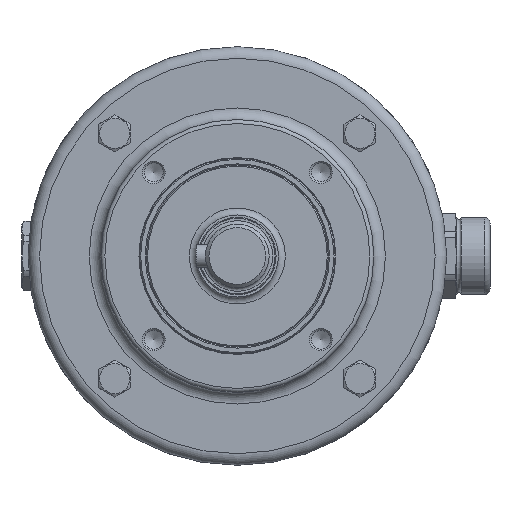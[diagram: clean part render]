
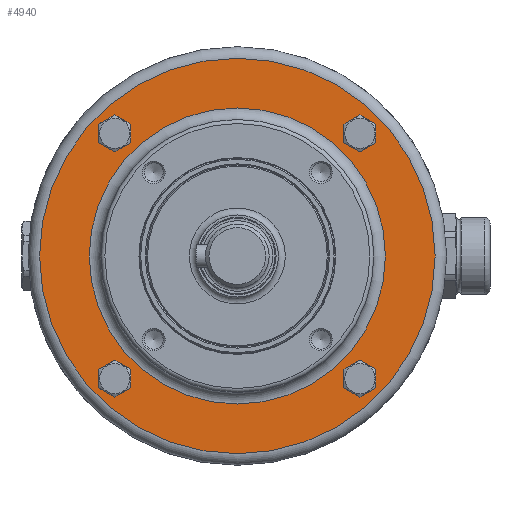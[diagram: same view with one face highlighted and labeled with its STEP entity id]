
A CAD part, left-side view. The second image highlights one B-rep face of the part: STEP entity #4940.
In plain terms, the highlighted planar face has unit normal (-1, 0, 0).
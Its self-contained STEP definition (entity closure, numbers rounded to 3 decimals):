
#184=FACE_BOUND('',#787,.T.);
#185=FACE_BOUND('',#788,.T.);
#186=FACE_BOUND('',#789,.T.);
#187=FACE_BOUND('',#790,.T.);
#188=FACE_BOUND('',#791,.T.);
#252=PLANE('',#5463);
#503=FACE_OUTER_BOUND('',#786,.T.);
#786=EDGE_LOOP('',(#3701,#3702));
#787=EDGE_LOOP('',(#3703,#3704));
#788=EDGE_LOOP('',(#3705,#3706));
#789=EDGE_LOOP('',(#3707,#3708));
#790=EDGE_LOOP('',(#3709,#3710));
#791=EDGE_LOOP('',(#3711,#3712));
#1628=CIRCLE('',#5355,2.21);
#1629=CIRCLE('',#5356,2.21);
#1634=CIRCLE('',#5362,2.21);
#1635=CIRCLE('',#5363,2.21);
#1638=CIRCLE('',#5367,2.21);
#1639=CIRCLE('',#5368,2.21);
#1652=CIRCLE('',#5386,2.21);
#1653=CIRCLE('',#5387,2.21);
#1705=CIRCLE('',#5461,32.537);
#1706=CIRCLE('',#5462,32.537);
#1707=CIRCLE('',#5464,43.459);
#1708=CIRCLE('',#5465,43.459);
#2083=VERTEX_POINT('',#7910);
#2084=VERTEX_POINT('',#7912);
#2092=VERTEX_POINT('',#7930);
#2093=VERTEX_POINT('',#7932);
#2097=VERTEX_POINT('',#7942);
#2098=VERTEX_POINT('',#7944);
#2107=VERTEX_POINT('',#7975);
#2108=VERTEX_POINT('',#7977);
#2154=VERTEX_POINT('',#8107);
#2155=VERTEX_POINT('',#8109);
#2156=VERTEX_POINT('',#8113);
#2157=VERTEX_POINT('',#8114);
#2649=EDGE_CURVE('',#2084,#2083,#1628,.T.);
#2650=EDGE_CURVE('',#2083,#2084,#1629,.T.);
#2659=EDGE_CURVE('',#2093,#2092,#1634,.T.);
#2660=EDGE_CURVE('',#2092,#2093,#1635,.T.);
#2665=EDGE_CURVE('',#2098,#2097,#1638,.T.);
#2666=EDGE_CURVE('',#2097,#2098,#1639,.T.);
#2683=EDGE_CURVE('',#2108,#2107,#1652,.T.);
#2684=EDGE_CURVE('',#2107,#2108,#1653,.T.);
#2746=EDGE_CURVE('',#2155,#2154,#1705,.T.);
#2747=EDGE_CURVE('',#2154,#2155,#1706,.T.);
#2748=EDGE_CURVE('',#2156,#2157,#1707,.T.);
#2749=EDGE_CURVE('',#2157,#2156,#1708,.T.);
#3701=ORIENTED_EDGE('',*,*,#2748,.F.);
#3702=ORIENTED_EDGE('',*,*,#2749,.F.);
#3703=ORIENTED_EDGE('',*,*,#2649,.T.);
#3704=ORIENTED_EDGE('',*,*,#2650,.T.);
#3705=ORIENTED_EDGE('',*,*,#2659,.T.);
#3706=ORIENTED_EDGE('',*,*,#2660,.T.);
#3707=ORIENTED_EDGE('',*,*,#2665,.T.);
#3708=ORIENTED_EDGE('',*,*,#2666,.T.);
#3709=ORIENTED_EDGE('',*,*,#2683,.T.);
#3710=ORIENTED_EDGE('',*,*,#2684,.T.);
#3711=ORIENTED_EDGE('',*,*,#2746,.T.);
#3712=ORIENTED_EDGE('',*,*,#2747,.T.);
#4940=ADVANCED_FACE('',(#503,#184,#185,#186,#187,#188),#252,.T.);
#5355=AXIS2_PLACEMENT_3D('',#7913,#6230,#6231);
#5356=AXIS2_PLACEMENT_3D('',#7914,#6232,#6233);
#5362=AXIS2_PLACEMENT_3D('',#7933,#6248,#6249);
#5363=AXIS2_PLACEMENT_3D('',#7934,#6250,#6251);
#5367=AXIS2_PLACEMENT_3D('',#7945,#6260,#6261);
#5368=AXIS2_PLACEMENT_3D('',#7946,#6262,#6263);
#5386=AXIS2_PLACEMENT_3D('',#7978,#6302,#6303);
#5387=AXIS2_PLACEMENT_3D('',#7979,#6304,#6305);
#5461=AXIS2_PLACEMENT_3D('',#8110,#6462,#6463);
#5462=AXIS2_PLACEMENT_3D('',#8111,#6464,#6465);
#5463=AXIS2_PLACEMENT_3D('',#8112,#6466,#6467);
#5464=AXIS2_PLACEMENT_3D('',#8115,#6468,#6469);
#5465=AXIS2_PLACEMENT_3D('',#8116,#6470,#6471);
#6230=DIRECTION('center_axis',(1.,0.,0.));
#6231=DIRECTION('ref_axis',(0.,0.,-1.));
#6232=DIRECTION('center_axis',(1.,0.,0.));
#6233=DIRECTION('ref_axis',(0.,0.,-1.));
#6248=DIRECTION('center_axis',(1.,0.,0.));
#6249=DIRECTION('ref_axis',(0.,0.,-1.));
#6250=DIRECTION('center_axis',(1.,0.,0.));
#6251=DIRECTION('ref_axis',(0.,0.,-1.));
#6260=DIRECTION('center_axis',(1.,0.,0.));
#6261=DIRECTION('ref_axis',(0.,0.,-1.));
#6262=DIRECTION('center_axis',(1.,0.,0.));
#6263=DIRECTION('ref_axis',(0.,0.,-1.));
#6302=DIRECTION('center_axis',(1.,0.,0.));
#6303=DIRECTION('ref_axis',(0.,0.,-1.));
#6304=DIRECTION('center_axis',(1.,0.,0.));
#6305=DIRECTION('ref_axis',(0.,0.,-1.));
#6462=DIRECTION('center_axis',(1.,0.,0.));
#6463=DIRECTION('ref_axis',(0.,0.,-1.));
#6464=DIRECTION('center_axis',(1.,0.,0.));
#6465=DIRECTION('ref_axis',(0.,0.,-1.));
#6466=DIRECTION('center_axis',(-1.,0.,0.));
#6467=DIRECTION('ref_axis',(0.,0.,1.));
#6468=DIRECTION('center_axis',(1.,0.,0.));
#6469=DIRECTION('ref_axis',(0.,0.,-1.));
#6470=DIRECTION('center_axis',(1.,0.,0.));
#6471=DIRECTION('ref_axis',(0.,0.,-1.));
#7910=CARTESIAN_POINT('',(40.97,-26.941,-24.731));
#7912=CARTESIAN_POINT('',(40.97,-26.941,-29.151));
#7913=CARTESIAN_POINT('Origin',(40.97,-26.941,-26.941));
#7914=CARTESIAN_POINT('Origin',(40.97,-26.941,-26.941));
#7930=CARTESIAN_POINT('',(40.97,-26.941,29.151));
#7932=CARTESIAN_POINT('',(40.97,-26.941,24.731));
#7933=CARTESIAN_POINT('Origin',(40.97,-26.941,26.941));
#7934=CARTESIAN_POINT('Origin',(40.97,-26.941,26.941));
#7942=CARTESIAN_POINT('',(40.97,26.941,-24.731));
#7944=CARTESIAN_POINT('',(40.97,26.941,-29.151));
#7945=CARTESIAN_POINT('Origin',(40.97,26.941,-26.941));
#7946=CARTESIAN_POINT('Origin',(40.97,26.941,-26.941));
#7975=CARTESIAN_POINT('',(40.97,26.941,29.151));
#7977=CARTESIAN_POINT('',(40.97,26.941,24.731));
#7978=CARTESIAN_POINT('Origin',(40.97,26.941,26.941));
#7979=CARTESIAN_POINT('Origin',(40.97,26.941,26.941));
#8107=CARTESIAN_POINT('',(40.97,0.,32.537));
#8109=CARTESIAN_POINT('',(40.97,32.537,0.));
#8110=CARTESIAN_POINT('Origin',(40.97,0.,0.));
#8111=CARTESIAN_POINT('Origin',(40.97,0.,0.));
#8112=CARTESIAN_POINT('Origin',(40.97,43.459,0.));
#8113=CARTESIAN_POINT('',(40.97,43.459,0.));
#8114=CARTESIAN_POINT('',(40.97,0.,43.459));
#8115=CARTESIAN_POINT('Origin',(40.97,0.,0.));
#8116=CARTESIAN_POINT('Origin',(40.97,0.,0.));
